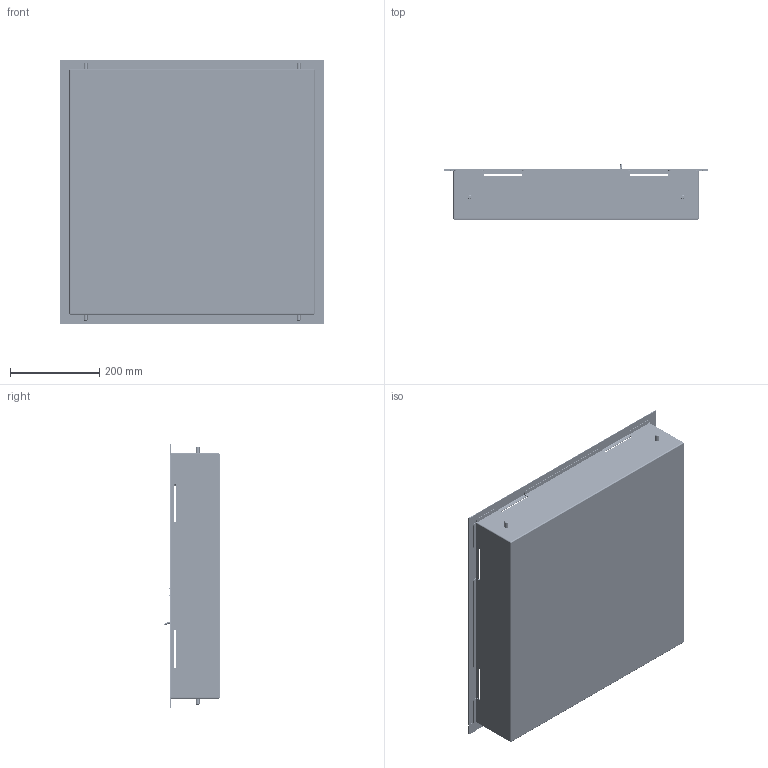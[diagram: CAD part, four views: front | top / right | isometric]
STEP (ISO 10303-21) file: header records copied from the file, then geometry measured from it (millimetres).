
FILE_DESCRIPTION (( 'STEP AP214' ), '1' );
FILE_NAME ('DCF-DCE2XXX.STEP', '2022-10-05T09:02:30', ( '' ), ( '' ), 'SwSTEP 2.0', 'SolidWorks 2021', '' );
FILE_SCHEMA (( 'AUTOMOTIVE_DESIGN' ));
Length unit declared in the file: millimetre
Products named in the file (16): 3420000197_BIM_defeature; Piastra_defeature; DCF-DCE2XXX; 3420000348_defeature; WMT15-15SL; 3260056708_defeature; 3427770057_BIM; Rami Sanitari_2R; 3170050135_defeature; Emnergia F; 3420000342_defeature; 210100STR_defeature; 3427770056_BIM_defeature; Supercal 531_defeature; 3427770045_BIM_2R; WMT20-20AF
Assembly tree (21 placements, depth 4):
  DCF-DCE2XXX
    3260056708_defeature
    Emnergia F
      3427770056_BIM_defeature
      3170050135_defeature  x2
      3427770057_BIM
        3420000197_BIM_defeature
        WMT15-15SL
      3420000348_defeature
    Rami Sanitari_2R
      3427770045_BIM_2R
        Piastra_defeature
        210100STR_defeature  x4
        3420000342_defeature  x2
      WMT20-20AF  x2
    Supercal 531_defeature
Bounding box: 594 x 124.93 x 594 mm (x, y, z)
Volume: 4478900 mm3; surface area: 2143409.3 mm2
Topology: 28 solids, 28 shells, 7543 faces, 19073 edges, 11621 vertices
Faces by surface type: plane 2660, cylinder 1763, bspline 1592, cone 719, torus 623, sphere 186
Entity records: 307312 total; most frequent: CARTESIAN_POINT 99708, ORIENTED_EDGE 31610, DIRECTION 26451, EDGE_CURVE 15805, AXIS2_PLACEMENT_3D 9886, VERTEX_POINT 9792, VECTOR 6679, LINE 6679
